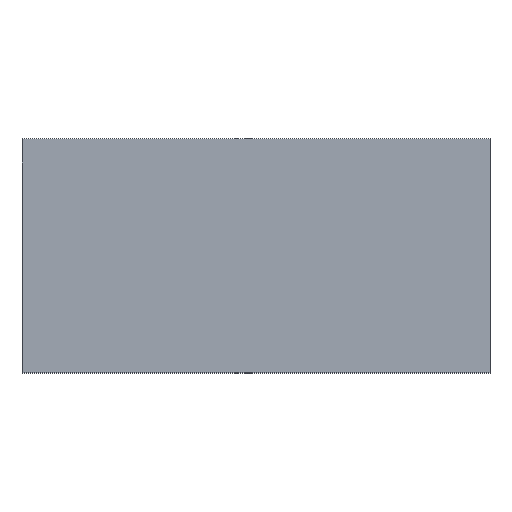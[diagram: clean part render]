
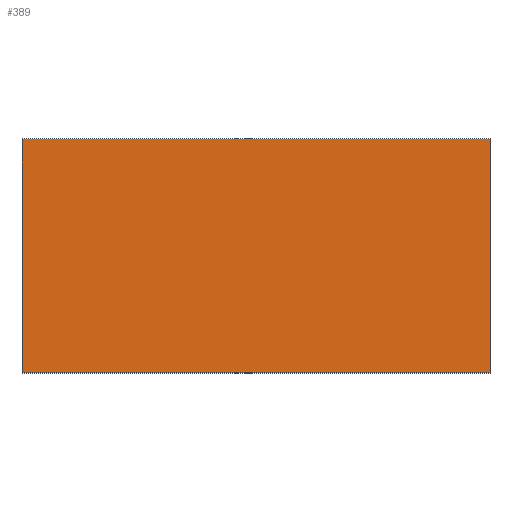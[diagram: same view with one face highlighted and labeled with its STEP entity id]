
A CAD part, top view. The second image highlights one B-rep face of the part: STEP entity #389.
In plain terms, the highlighted planar face has unit normal (0, 0, 1).
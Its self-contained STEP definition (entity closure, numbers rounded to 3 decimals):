
#49=FACE_OUTER_BOUND('',#73,.T.);
#73=EDGE_LOOP('',(#339,#340,#341,#342));
#113=LINE('',#631,#161);
#116=LINE('',#637,#164);
#119=LINE('',#643,#167);
#122=LINE('',#647,#170);
#161=VECTOR('',#521,10.);
#164=VECTOR('',#526,10.);
#167=VECTOR('',#531,10.);
#170=VECTOR('',#536,10.);
#197=VERTEX_POINT('',#628);
#198=VERTEX_POINT('',#630);
#200=VERTEX_POINT('',#636);
#202=VERTEX_POINT('',#642);
#241=EDGE_CURVE('',#198,#197,#113,.T.);
#244=EDGE_CURVE('',#200,#198,#116,.T.);
#247=EDGE_CURVE('',#202,#200,#119,.T.);
#250=EDGE_CURVE('',#197,#202,#122,.T.);
#339=ORIENTED_EDGE('',*,*,#250,.T.);
#340=ORIENTED_EDGE('',*,*,#247,.T.);
#341=ORIENTED_EDGE('',*,*,#244,.T.);
#342=ORIENTED_EDGE('',*,*,#241,.T.);
#367=PLANE('',#439);
#389=ADVANCED_FACE('',(#49),#367,.T.);
#439=AXIS2_PLACEMENT_3D('',#648,#537,#538);
#521=DIRECTION('',(1.,0.,0.));
#526=DIRECTION('',(0.,-1.,0.));
#531=DIRECTION('',(-1.,0.,0.));
#536=DIRECTION('',(0.,1.,0.));
#537=DIRECTION('center_axis',(0.,0.,1.));
#538=DIRECTION('ref_axis',(1.,0.,0.));
#628=CARTESIAN_POINT('',(100.,0.,25.));
#630=CARTESIAN_POINT('',(0.,0.,25.));
#631=CARTESIAN_POINT('',(0.,0.,25.));
#636=CARTESIAN_POINT('',(0.,50.,25.));
#637=CARTESIAN_POINT('',(0.,50.,25.));
#642=CARTESIAN_POINT('',(100.,50.,25.));
#643=CARTESIAN_POINT('',(100.,50.,25.));
#647=CARTESIAN_POINT('',(100.,0.,25.));
#648=CARTESIAN_POINT('Origin',(50.,25.,25.));
